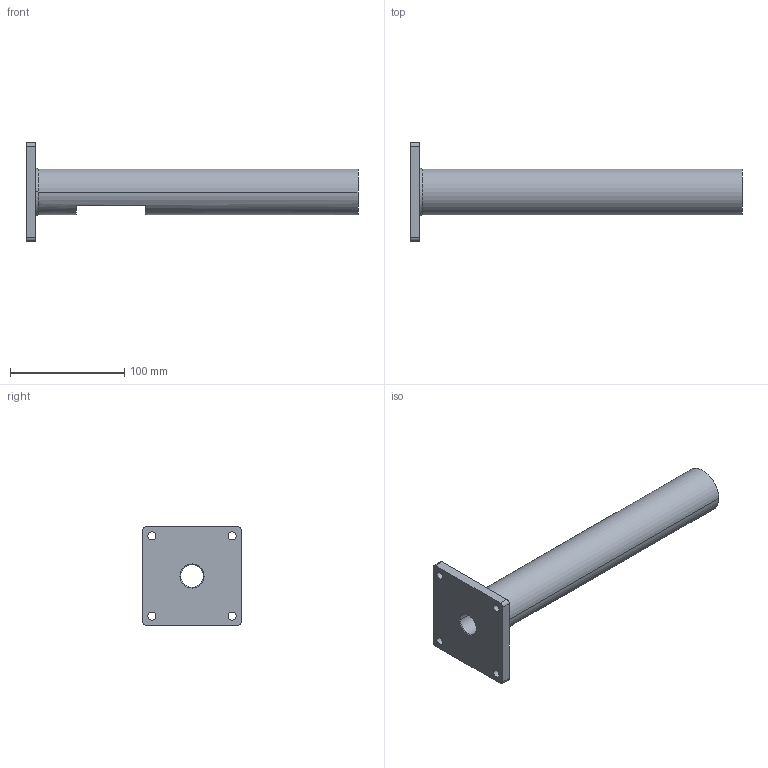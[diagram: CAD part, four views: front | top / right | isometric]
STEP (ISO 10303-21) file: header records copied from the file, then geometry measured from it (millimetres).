
FILE_DESCRIPTION((''),'2;1');
FILE_NAME('1-ZHOUTAO','2019-07-19T',('Administrator'),(''),'PRO/ENGINEER BY PARAMETRIC TECHNOLOGY CORPORATION, 2014320','PRO/ENGINEER BY PARAMETRIC TECHNOLOGY CORPORATION, 2014320','');
FILE_SCHEMA(('CONFIG_CONTROL_DESIGN'));
Length unit declared in the file: millimetre
Products named in the file (1): 1-ZHOUTAO
Bounding box: 290 x 86 x 86 mm (x, y, z)
Volume: 300853.3 mm3; surface area: 70698.7 mm2
Topology: 1 solids, 1 shells, 52 faces, 122 edges, 78 vertices
Faces by surface type: cylinder 29, plane 17, cone 4, torus 2
Entity records: 1598 total; most frequent: DIRECTION 288, CARTESIAN_POINT 282, ORIENTED_EDGE 244, EDGE_CURVE 122, AXIS2_PLACEMENT_3D 116, VERTEX_POINT 78, EDGE_LOOP 70, CIRCLE 64
